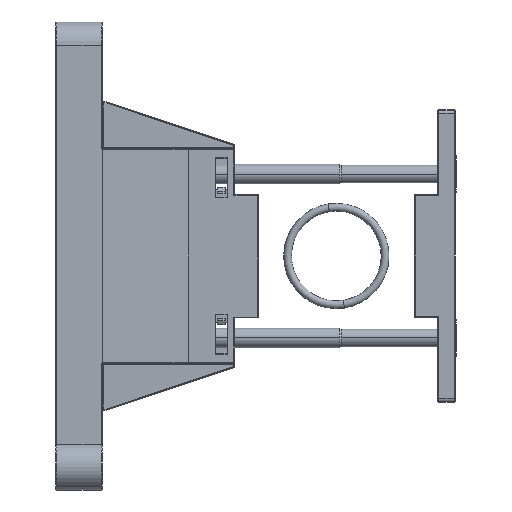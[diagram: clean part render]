
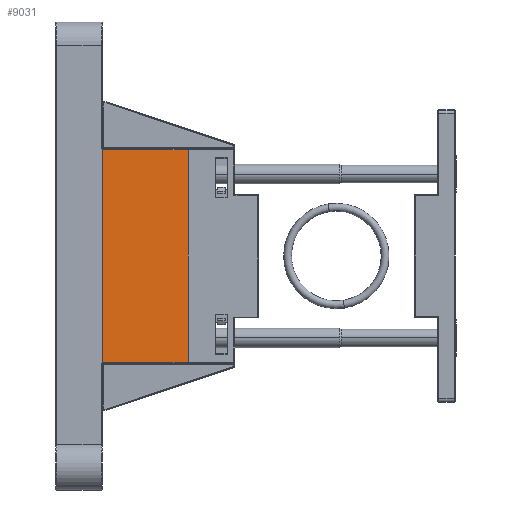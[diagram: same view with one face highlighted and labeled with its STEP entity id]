
A CAD part, left-side view. The second image highlights one B-rep face of the part: STEP entity #9031.
In plain terms, the highlighted planar face has unit normal (-0.999, -0.039, 0).
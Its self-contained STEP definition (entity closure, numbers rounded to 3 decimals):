
#8269=EDGE_CURVE('',#17831,#22625,#23469,.T.);
#8305=VERTEX_POINT('',#23510);
#9031=ADVANCED_FACE('',(#24300),#24301,.T.);
#9267=VERTEX_POINT('',#24556);
#9751=EDGE_CURVE('',#8305,#13087,#25084,.T.);
#9783=EDGE_CURVE('',#14715,#9267,#25117,.T.);
#11999=EDGE_CURVE('',#18875,#14715,#27544,.T.);
#12413=VERTEX_POINT('',#28006);
#13087=VERTEX_POINT('',#28753);
#13743=EDGE_CURVE('',#8305,#12413,#29480,.F.);
#14715=VERTEX_POINT('',#30570);
#17831=VERTEX_POINT('',#33985);
#18201=EDGE_CURVE('',#9267,#17831,#34396,.T.);
#18875=VERTEX_POINT('',#35132);
#20465=EDGE_CURVE('',#22625,#12413,#36888,.T.);
#21583=EDGE_CURVE('',#13087,#18875,#38122,.T.);
#22625=VERTEX_POINT('',#39289);
#23469=ELLIPSE('',#40950,0.5,0.5);
#23510=CARTESIAN_POINT('',(-37.5,60.,27.323));
#24300=FACE_OUTER_BOUND('',#42703,.T.);
#24301=PLANE('',#42704);
#24556=CARTESIAN_POINT('',(-36.65,38.,-27.25));
#25084=B_SPLINE_CURVE_WITH_KNOTS('',3,(#44381,#44382,#44383,#44384),.UNSPECIFIED.,.F.,.F.,(4,4),(0.086,0.087),.UNSPECIFIED.);
#25117=LINE('',#44442,#44443);
#27544=LINE('',#49359,#49360);
#28006=CARTESIAN_POINT('',(-37.5,60.,-27.323));
#28753=CARTESIAN_POINT('',(-37.5,59.995,27.32));
#29480=LINE('',#53327,#53328);
#30570=CARTESIAN_POINT('',(-36.65,38.,27.25));
#33985=CARTESIAN_POINT('',(-37.49,59.74,-27.25));
#34396=LINE('',#67146,#67147);
#35132=CARTESIAN_POINT('',(-37.49,59.74,27.25));
#36888=B_SPLINE_CURVE_WITH_KNOTS('',3,(#73496,#73497,#73498,#73499),.UNSPECIFIED.,.F.,.F.,(4,4),(0.0,0.001),.UNSPECIFIED.);
#38122=ELLIPSE('',#75970,0.5,0.5);
#39289=CARTESIAN_POINT('',(-37.5,59.995,-27.32));
#40950=AXIS2_PLACEMENT_3D('',#79503,#79504,#79505);
#42703=EDGE_LOOP('',(#80272,#80273,#80274,#80275,#80276,#80277,#80278,#80279));
#42704=AXIS2_PLACEMENT_3D('',#80280,#80281,#80282);
#44381=CARTESIAN_POINT('',(-37.5,60.,27.323));
#44382=CARTESIAN_POINT('',(-37.5,59.998,27.322));
#44383=CARTESIAN_POINT('',(-37.5,59.997,27.321));
#44384=CARTESIAN_POINT('',(-37.5,59.995,27.32));
#44442=CARTESIAN_POINT('',(-36.65,38.,27.25));
#44443=VECTOR('',#81014,54.5);
#49359=CARTESIAN_POINT('',(-37.49,59.74,27.25));
#49360=VECTOR('',#83337,21.757);
#53327=CARTESIAN_POINT('',(-37.5,60.,-27.323));
#53328=VECTOR('',#85372,54.645);
#67146=CARTESIAN_POINT('',(-36.65,38.,-27.25));
#67147=VECTOR('',#90354,21.757);
#73496=CARTESIAN_POINT('',(-37.5,59.995,-27.32));
#73497=CARTESIAN_POINT('',(-37.5,59.997,-27.321));
#73498=CARTESIAN_POINT('',(-37.5,59.998,-27.322));
#73499=CARTESIAN_POINT('',(-37.5,60.,-27.323));
#75970=AXIS2_PLACEMENT_3D('',#94100,#94101,#94102);
#79503=CARTESIAN_POINT('',(-37.49,59.74,-27.75));
#79504=DIRECTION('',(-0.999,-0.039,0.));
#79505=DIRECTION('',(-0.039,0.999,0.));
#80272=ORIENTED_EDGE('',*,*,#18201,.F.);
#80273=ORIENTED_EDGE('',*,*,#9783,.F.);
#80274=ORIENTED_EDGE('',*,*,#11999,.F.);
#80275=ORIENTED_EDGE('',*,*,#21583,.F.);
#80276=ORIENTED_EDGE('',*,*,#9751,.F.);
#80277=ORIENTED_EDGE('',*,*,#13743,.T.);
#80278=ORIENTED_EDGE('',*,*,#20465,.F.);
#80279=ORIENTED_EDGE('',*,*,#8269,.F.);
#80280=CARTESIAN_POINT('',(-37.5,60.,0.));
#80281=DIRECTION('',(-0.999,-0.039,0.));
#80282=DIRECTION('',(0.,0.,-1.0));
#81014=DIRECTION('',(0.,0.,-1.0));
#83337=DIRECTION('',(0.039,-0.999,0.));
#85372=DIRECTION('',(0.,0.,1.0));
#90354=DIRECTION('',(-0.039,0.999,0.));
#94100=CARTESIAN_POINT('',(-37.49,59.74,27.75));
#94101=DIRECTION('',(-0.999,-0.039,0.));
#94102=DIRECTION('',(-0.039,0.999,0.));
